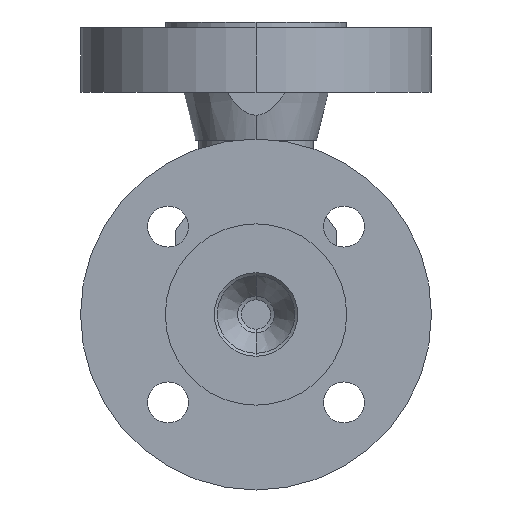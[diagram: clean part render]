
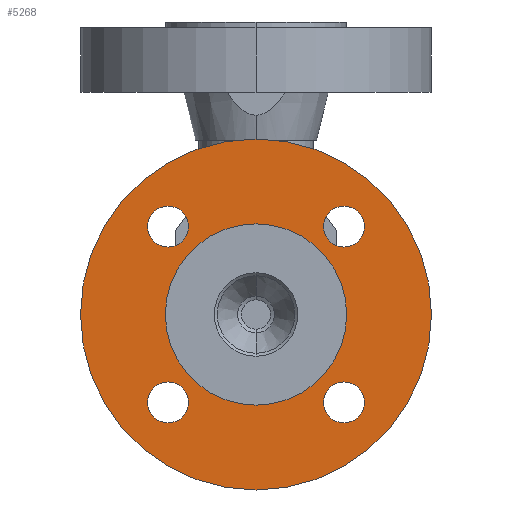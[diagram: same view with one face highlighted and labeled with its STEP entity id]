
A CAD part, front view. The second image highlights one B-rep face of the part: STEP entity #5268.
In plain terms, the highlighted planar face has unit normal (0, -1, 0).
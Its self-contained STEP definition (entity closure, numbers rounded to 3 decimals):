
#5001=CARTESIAN_POINT('',(0.,0.,0.));
#5002=DIRECTION('',(0.,1.,0.));
#5003=DIRECTION('',(0.,0.,-1.));
#5004=AXIS2_PLACEMENT_3D('',#5001,#5002,#5003);
#5006=CARTESIAN_POINT('',(0.,0.,0.));
#5007=DIRECTION('',(0.,-1.,0.));
#5008=DIRECTION('',(0.,0.,-1.));
#5009=AXIS2_PLACEMENT_3D('',#5006,#5007,#5008);
#5011=CARTESIAN_POINT('',(-30.052,0.,-30.052));
#5012=DIRECTION('',(0.,-1.,0.));
#5013=DIRECTION('',(1.,0.,0.));
#5014=AXIS2_PLACEMENT_3D('',#5011,#5012,#5013);
#5016=CARTESIAN_POINT('',(-30.052,0.,-30.052));
#5017=DIRECTION('',(0.,-1.,0.));
#5018=DIRECTION('',(-1.,0.,0.));
#5019=AXIS2_PLACEMENT_3D('',#5016,#5017,#5018);
#5021=CARTESIAN_POINT('',(30.052,0.,-30.052));
#5022=DIRECTION('',(0.,-1.,0.));
#5023=DIRECTION('',(1.,0.,0.));
#5024=AXIS2_PLACEMENT_3D('',#5021,#5022,#5023);
#5026=CARTESIAN_POINT('',(30.052,0.,-30.052));
#5027=DIRECTION('',(0.,-1.,0.));
#5028=DIRECTION('',(-1.,0.,0.));
#5029=AXIS2_PLACEMENT_3D('',#5026,#5027,#5028);
#5031=CARTESIAN_POINT('',(30.052,0.,30.052));
#5032=DIRECTION('',(0.,-1.,0.));
#5033=DIRECTION('',(1.,0.,0.));
#5034=AXIS2_PLACEMENT_3D('',#5031,#5032,#5033);
#5036=CARTESIAN_POINT('',(30.052,0.,30.052));
#5037=DIRECTION('',(0.,-1.,0.));
#5038=DIRECTION('',(-1.,0.,0.));
#5039=AXIS2_PLACEMENT_3D('',#5036,#5037,#5038);
#5041=CARTESIAN_POINT('',(-30.052,0.,30.052));
#5042=DIRECTION('',(0.,-1.,0.));
#5043=DIRECTION('',(1.,0.,0.));
#5044=AXIS2_PLACEMENT_3D('',#5041,#5042,#5043);
#5046=CARTESIAN_POINT('',(-30.052,0.,30.052));
#5047=DIRECTION('',(0.,-1.,0.));
#5048=DIRECTION('',(-1.,0.,0.));
#5049=AXIS2_PLACEMENT_3D('',#5046,#5047,#5048);
#5051=CARTESIAN_POINT('',(0.,0.,0.));
#5052=DIRECTION('',(0.,-1.,0.));
#5053=DIRECTION('',(0.,0.,-1.));
#5054=AXIS2_PLACEMENT_3D('',#5051,#5052,#5053);
#5064=CARTESIAN_POINT('',(0.,0.,0.));
#5065=DIRECTION('',(0.,1.,0.));
#5066=DIRECTION('',(0.,0.,-1.));
#5067=AXIS2_PLACEMENT_3D('',#5064,#5065,#5066);
#5152=CARTESIAN_POINT('',(0.,0.,-30.995));
#5154=VERTEX_POINT('',#5152);
#5155=CARTESIAN_POINT('',(0.,0.,-60.));
#5157=VERTEX_POINT('',#5155);
#5160=CARTESIAN_POINT('',(0.,0.,30.995));
#5162=VERTEX_POINT('',#5160);
#5163=CARTESIAN_POINT('',(0.,0.,60.));
#5165=VERTEX_POINT('',#5163);
#5167=CARTESIAN_POINT('',(-23.052,0.,-30.052));
#5168=CARTESIAN_POINT('',(-37.052,0.,-30.052));
#5169=VERTEX_POINT('',#5167);
#5170=VERTEX_POINT('',#5168);
#5175=CARTESIAN_POINT('',(37.052,0.,-30.052));
#5176=CARTESIAN_POINT('',(23.052,0.,-30.052));
#5177=VERTEX_POINT('',#5175);
#5178=VERTEX_POINT('',#5176);
#5183=CARTESIAN_POINT('',(37.052,0.,30.052));
#5184=CARTESIAN_POINT('',(23.052,0.,30.052));
#5185=VERTEX_POINT('',#5183);
#5186=VERTEX_POINT('',#5184);
#5191=CARTESIAN_POINT('',(-23.052,0.,30.052));
#5192=CARTESIAN_POINT('',(-37.052,0.,30.052));
#5193=VERTEX_POINT('',#5191);
#5194=VERTEX_POINT('',#5192);
#5229=CARTESIAN_POINT('',(0.,0.,0.));
#5230=DIRECTION('',(0.,-1.,0.));
#5231=DIRECTION('',(0.,0.,1.));
#5232=AXIS2_PLACEMENT_3D('',#5229,#5230,#5231);
#5233=PLANE('',#5232);
#5235=ORIENTED_EDGE('',*,*,#5234,.F.);
#5237=ORIENTED_EDGE('',*,*,#5236,.T.);
#5238=EDGE_LOOP('',(#5235,#5237));
#5239=FACE_OUTER_BOUND('',#5238,.F.);
#5240=ORIENTED_EDGE('',*,*,#5221,.F.);
#5241=ORIENTED_EDGE('',*,*,#5210,.T.);
#5242=EDGE_LOOP('',(#5240,#5241));
#5243=FACE_BOUND('',#5242,.F.);
#5245=ORIENTED_EDGE('',*,*,#5244,.T.);
#5247=ORIENTED_EDGE('',*,*,#5246,.T.);
#5248=EDGE_LOOP('',(#5245,#5247));
#5249=FACE_BOUND('',#5248,.F.);
#5251=ORIENTED_EDGE('',*,*,#5250,.T.);
#5253=ORIENTED_EDGE('',*,*,#5252,.T.);
#5254=EDGE_LOOP('',(#5251,#5253));
#5255=FACE_BOUND('',#5254,.F.);
#5257=ORIENTED_EDGE('',*,*,#5256,.T.);
#5259=ORIENTED_EDGE('',*,*,#5258,.T.);
#5260=EDGE_LOOP('',(#5257,#5259));
#5261=FACE_BOUND('',#5260,.F.);
#5263=ORIENTED_EDGE('',*,*,#5262,.T.);
#5265=ORIENTED_EDGE('',*,*,#5264,.T.);
#5266=EDGE_LOOP('',(#5263,#5265));
#5267=FACE_BOUND('',#5266,.F.);
#5268=ADVANCED_FACE('',(#5239,#5243,#5249,#5255,#5261,#5267),#5233,.T.);
#5005=CIRCLE('',#5004,30.995);
#5010=CIRCLE('',#5009,30.995);
#5015=CIRCLE('',#5014,7.);
#5020=CIRCLE('',#5019,7.);
#5025=CIRCLE('',#5024,7.);
#5030=CIRCLE('',#5029,7.);
#5035=CIRCLE('',#5034,7.);
#5040=CIRCLE('',#5039,7.);
#5045=CIRCLE('',#5044,7.);
#5050=CIRCLE('',#5049,7.);
#5055=CIRCLE('',#5054,60.);
#5068=CIRCLE('',#5067,60.);
#5210=EDGE_CURVE('',#5154,#5162,#5010,.T.);
#5221=EDGE_CURVE('',#5154,#5162,#5005,.T.);
#5234=EDGE_CURVE('',#5157,#5165,#5055,.T.);
#5236=EDGE_CURVE('',#5157,#5165,#5068,.T.);
#5244=EDGE_CURVE('',#5169,#5170,#5015,.T.);
#5246=EDGE_CURVE('',#5170,#5169,#5020,.T.);
#5250=EDGE_CURVE('',#5177,#5178,#5025,.T.);
#5252=EDGE_CURVE('',#5178,#5177,#5030,.T.);
#5256=EDGE_CURVE('',#5185,#5186,#5035,.T.);
#5258=EDGE_CURVE('',#5186,#5185,#5040,.T.);
#5262=EDGE_CURVE('',#5193,#5194,#5045,.T.);
#5264=EDGE_CURVE('',#5194,#5193,#5050,.T.);
